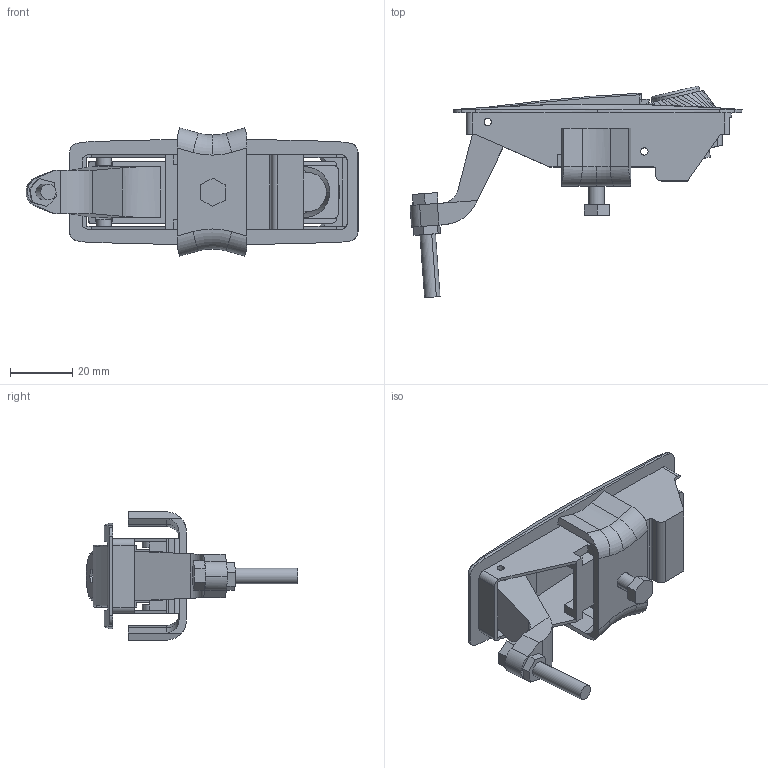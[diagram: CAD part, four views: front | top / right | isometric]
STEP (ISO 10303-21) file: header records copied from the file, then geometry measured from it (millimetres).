
FILE_DESCRIPTION (( 'STEP AP214' ), '1' );
FILE_NAME ('P0000009459.STEP', '2025-11-04T09:27:05', ( 'Microsoft' ), ( 'Microsoft' ), 'SwSTEP 2.0', 'SolidWorks 2025', '' );
FILE_SCHEMA (( 'AUTOMOTIVE_DESIGN' ));
Length unit declared in the file: millimetre
Products named in the file (1): P0000009459
Bounding box: 107.08 x 68.19 x 41.36 mm (x, y, z)
Volume: 30050.7 mm3; surface area: 26616.6 mm2
Topology: 8 solids, 8 shells, 350 faces, 933 edges, 604 vertices
Faces by surface type: plane 172, cylinder 112, bspline 48, torus 14, cone 4
Entity records: 11874 total; most frequent: CARTESIAN_POINT 3289, ORIENTED_EDGE 1866, DIRECTION 1590, EDGE_CURVE 933, VECTOR 608, LINE 608, VERTEX_POINT 604, AXIS2_PLACEMENT_3D 491
